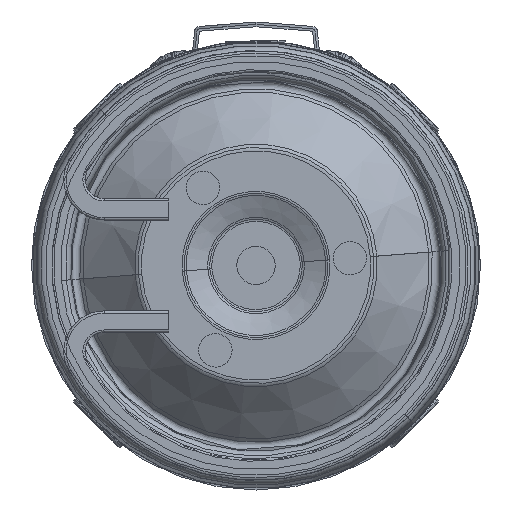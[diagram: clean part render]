
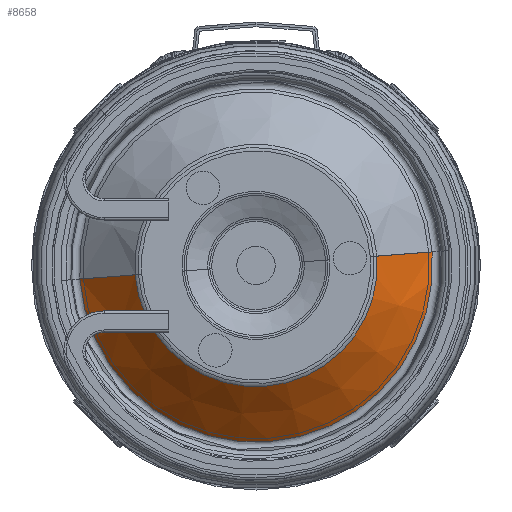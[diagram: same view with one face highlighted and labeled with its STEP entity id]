
A CAD part, front view. The second image highlights one B-rep face of the part: STEP entity #8658.
In plain terms, the highlighted conical face has half-angle 46.546 degrees and reference radius 25.375 mm.
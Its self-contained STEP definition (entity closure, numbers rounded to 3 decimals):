
#154 = VECTOR ( 'NONE', #40523, 1000. ) ;
#1047 = EDGE_CURVE ( 'NONE', #14991, #20176, #11621, .T. ) ;
#1813 = CONICAL_SURFACE ( 'NONE', #21154, 25.376, 0.812 ) ;
#2983 = DIRECTION ( 'NONE',  ( 0., 1., 0. ) ) ;
#6632 = AXIS2_PLACEMENT_3D ( 'NONE', #25108, #2983, #22174 ) ;
#7627 = DIRECTION ( 'NONE',  ( 0., 0., 1. ) ) ;
#8658 = ADVANCED_FACE ( 'NONE', ( #33928 ), #1813, .T. ) ;
#11468 = DIRECTION ( 'NONE',  ( 0., 0.688, -0.726 ) ) ;
#11555 = DIRECTION ( 'NONE',  ( 0., 1., 0. ) ) ;
#11621 = LINE ( 'NONE', #36726, #154 ) ;
#12614 = DIRECTION ( 'NONE',  ( 0., 1., 0. ) ) ;
#12633 = CIRCLE ( 'NONE', #6632, 36.962 ) ;
#14664 = CARTESIAN_POINT ( 'NONE',  ( 0., 0.548, 25.376 ) ) ;
#14991 = VERTEX_POINT ( 'NONE', #14664 ) ;
#16748 = AXIS2_PLACEMENT_3D ( 'NONE', #41309, #12614, #33285 ) ;
#18174 = ORIENTED_EDGE ( 'NONE', *, *, #36421, .T. ) ;
#18445 = EDGE_LOOP ( 'NONE', ( #29905, #18174, #28881, #21368 ) ) ;
#18747 = VERTEX_POINT ( 'NONE', #36335 ) ;
#19737 = VERTEX_POINT ( 'NONE', #34052 ) ;
#20086 = CIRCLE ( 'NONE', #16748, 25.376 ) ;
#20176 = VERTEX_POINT ( 'NONE', #30257 ) ;
#21154 = AXIS2_PLACEMENT_3D ( 'NONE', #23858, #11555, #7627 ) ;
#21368 = ORIENTED_EDGE ( 'NONE', *, *, #34364, .F. ) ;
#22174 = DIRECTION ( 'NONE',  ( 0., 0., 1. ) ) ;
#23858 = CARTESIAN_POINT ( 'NONE',  ( 0., 0.548, 0. ) ) ;
#24551 = EDGE_CURVE ( 'NONE', #18747, #19737, #26714, .T. ) ;
#25108 = CARTESIAN_POINT ( 'NONE',  ( 0., 11.526, 0. ) ) ;
#26714 = LINE ( 'NONE', #33849, #28236 ) ;
#28236 = VECTOR ( 'NONE', #11468, 1000. ) ;
#28881 = ORIENTED_EDGE ( 'NONE', *, *, #1047, .T. ) ;
#29905 = ORIENTED_EDGE ( 'NONE', *, *, #24551, .F. ) ;
#30257 = CARTESIAN_POINT ( 'NONE',  ( 0., 11.526, 36.962 ) ) ;
#33285 = DIRECTION ( 'NONE',  ( 0., 0., 1. ) ) ;
#33849 = CARTESIAN_POINT ( 'NONE',  ( 0., 0.548, -25.376 ) ) ;
#33928 = FACE_OUTER_BOUND ( 'NONE', #18445, .T. ) ;
#34052 = CARTESIAN_POINT ( 'NONE',  ( 0., 11.526, -36.962 ) ) ;
#34364 = EDGE_CURVE ( 'NONE', #19737, #20176, #12633, .T. ) ;
#36335 = CARTESIAN_POINT ( 'NONE',  ( 0., 0.548, -25.376 ) ) ;
#36421 = EDGE_CURVE ( 'NONE', #18747, #14991, #20086, .T. ) ;
#36726 = CARTESIAN_POINT ( 'NONE',  ( 0., 0.548, 25.376 ) ) ;
#40523 = DIRECTION ( 'NONE',  ( 0., 0.688, 0.726 ) ) ;
#41309 = CARTESIAN_POINT ( 'NONE',  ( 0., 0.548, 0. ) ) ;
